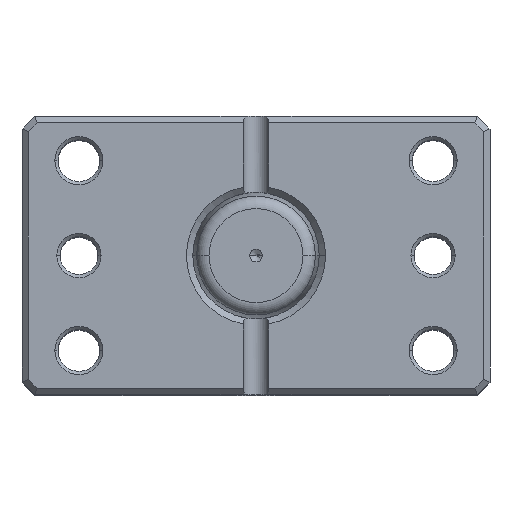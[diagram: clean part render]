
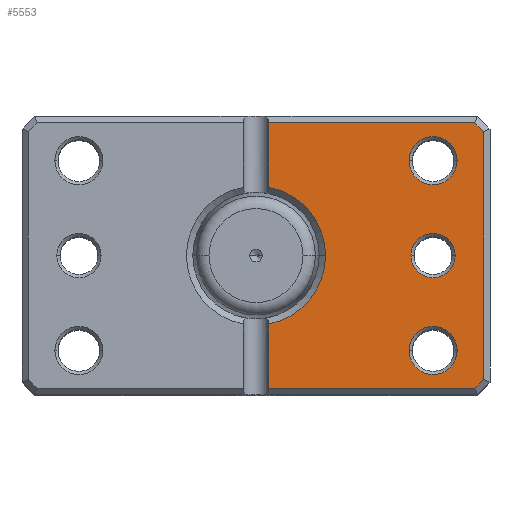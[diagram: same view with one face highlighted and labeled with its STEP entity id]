
A CAD part, top view. The second image highlights one B-rep face of the part: STEP entity #5553.
In plain terms, the highlighted face is planar.
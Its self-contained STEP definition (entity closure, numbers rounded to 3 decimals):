
#20 = VECTOR ( 'NONE', #1288, 1000. ) ;
#39 = ORIENTED_EDGE ( 'NONE', *, *, #5635, .T. ) ;
#51 = ORIENTED_EDGE ( 'NONE', *, *, #4334, .T. ) ;
#56 = CARTESIAN_POINT ( 'NONE',  ( -11., 0., 0. ) ) ;
#57 = VERTEX_POINT ( 'NONE', #6281 ) ;
#144 = ORIENTED_EDGE ( 'NONE', *, *, #4862, .T. ) ;
#183 = AXIS2_PLACEMENT_3D ( 'NONE', #2130, #6002, #2685 ) ;
#257 = LINE ( 'NONE', #2956, #3178 ) ;
#303 = EDGE_CURVE ( 'NONE', #4597, #6623, #3534, .T. ) ;
#336 = LINE ( 'NONE', #1524, #4735 ) ;
#405 = EDGE_CURVE ( 'NONE', #57, #6075, #1554, .T. ) ;
#422 = EDGE_CURVE ( 'NONE', #3778, #3602, #2838, .T. ) ;
#617 = EDGE_CURVE ( 'NONE', #3602, #57, #3282, .T. ) ;
#700 = CARTESIAN_POINT ( 'NONE',  ( -24.2, 15., 0. ) ) ;
#769 = CARTESIAN_POINT ( 'NONE',  ( -2., 10.817, 0. ) ) ;
#978 = CARTESIAN_POINT ( 'NONE',  ( -2., -21., 0. ) ) ;
#1288 = DIRECTION ( 'NONE',  ( 0.707, 0.707, 0. ) ) ;
#1379 = DIRECTION ( 'NONE',  ( 0., 0., 1. ) ) ;
#1383 = VECTOR ( 'NONE', #7107, 1000. ) ;
#1403 = ORIENTED_EDGE ( 'NONE', *, *, #422, .T. ) ;
#1498 = CARTESIAN_POINT ( 'NONE',  ( -31.8, 15., 0. ) ) ;
#1524 = CARTESIAN_POINT ( 'NONE',  ( 0., -21., 0. ) ) ;
#1545 = AXIS2_PLACEMENT_3D ( 'NONE', #3758, #3020, #6508 ) ;
#1554 = LINE ( 'NONE', #4379, #3019 ) ;
#1615 = EDGE_CURVE ( 'NONE', #6540, #3053, #5095, .T. ) ;
#1641 = VERTEX_POINT ( 'NONE', #7066 ) ;
#1648 = EDGE_CURVE ( 'NONE', #6075, #4597, #5453, .T. ) ;
#1673 = FACE_BOUND ( 'NONE', #2282, .T. ) ;
#1721 = CARTESIAN_POINT ( 'NONE',  ( -2., 22., 0. ) ) ;
#1835 = DIRECTION ( 'NONE',  ( -0.707, 0.707, 0. ) ) ;
#1897 = CARTESIAN_POINT ( 'NONE',  ( 0., 0., 0. ) ) ;
#1968 = VECTOR ( 'NONE', #2807, 1000. ) ;
#1979 = CARTESIAN_POINT ( 'NONE',  ( -34.586, -21., 0. ) ) ;
#2080 = CARTESIAN_POINT ( 'NONE',  ( -31.8, -15., 0. ) ) ;
#2084 = CARTESIAN_POINT ( 'NONE',  ( -28., -15., 0. ) ) ;
#2091 = CARTESIAN_POINT ( 'NONE',  ( -28., 15., 0. ) ) ;
#2130 = CARTESIAN_POINT ( 'NONE',  ( -28., 15., 0. ) ) ;
#2282 = EDGE_LOOP ( 'NONE', ( #3259, #144 ) ) ;
#2373 = CARTESIAN_POINT ( 'NONE',  ( -27.793, -27.793, 0. ) ) ;
#2384 = PLANE ( 'NONE',  #4205 ) ;
#2434 = EDGE_CURVE ( 'NONE', #3475, #6799, #257, .T. ) ;
#2449 = CIRCLE ( 'NONE', #4941, 11. ) ;
#2453 = DIRECTION ( 'NONE',  ( 1., 0., 0. ) ) ;
#2643 = DIRECTION ( 'NONE',  ( 1., 0., 0. ) ) ;
#2652 = DIRECTION ( 'NONE',  ( 1., 0., 0. ) ) ;
#2685 = DIRECTION ( 'NONE',  ( 1., 0., 0. ) ) ;
#2737 = AXIS2_PLACEMENT_3D ( 'NONE', #6690, #2809, #6129 ) ;
#2740 = CARTESIAN_POINT ( 'NONE',  ( -24.2, -15., 0. ) ) ;
#2807 = DIRECTION ( 'NONE',  ( 0., -1., 0. ) ) ;
#2809 = DIRECTION ( 'NONE',  ( 0., 0., 1. ) ) ;
#2838 = LINE ( 'NONE', #5471, #1383 ) ;
#2920 = ORIENTED_EDGE ( 'NONE', *, *, #5189, .T. ) ;
#2938 = DIRECTION ( 'NONE',  ( 0., 0., 1. ) ) ;
#2956 = CARTESIAN_POINT ( 'NONE',  ( -2., 22., 0. ) ) ;
#2969 = FACE_OUTER_BOUND ( 'NONE', #5028, .T. ) ;
#2981 = ORIENTED_EDGE ( 'NONE', *, *, #2434, .T. ) ;
#2985 = DIRECTION ( 'NONE',  ( 0., 0., 1. ) ) ;
#3019 = VECTOR ( 'NONE', #7131, 1000. ) ;
#3020 = DIRECTION ( 'NONE',  ( 0., 0., 1. ) ) ;
#3035 = CARTESIAN_POINT ( 'NONE',  ( -27.793, 27.793, 0. ) ) ;
#3040 = VERTEX_POINT ( 'NONE', #1498 ) ;
#3053 = VERTEX_POINT ( 'NONE', #2080 ) ;
#3178 = VECTOR ( 'NONE', #6837, 1000. ) ;
#3219 = ORIENTED_EDGE ( 'NONE', *, *, #1648, .T. ) ;
#3259 = ORIENTED_EDGE ( 'NONE', *, *, #5861, .T. ) ;
#3282 = LINE ( 'NONE', #3035, #20 ) ;
#3372 = CARTESIAN_POINT ( 'NONE',  ( -31.5, 0., 0. ) ) ;
#3392 = CARTESIAN_POINT ( 'NONE',  ( -2., 21., 0. ) ) ;
#3412 = CIRCLE ( 'NONE', #183, 3.8 ) ;
#3475 = VERTEX_POINT ( 'NONE', #6817 ) ;
#3534 = CIRCLE ( 'NONE', #2737, 11. ) ;
#3602 = VERTEX_POINT ( 'NONE', #5885 ) ;
#3755 = ORIENTED_EDGE ( 'NONE', *, *, #405, .T. ) ;
#3758 = CARTESIAN_POINT ( 'NONE',  ( -28., -15., 0. ) ) ;
#3778 = VERTEX_POINT ( 'NONE', #6646 ) ;
#3794 = VECTOR ( 'NONE', #1835, 1000. ) ;
#3974 = EDGE_CURVE ( 'NONE', #6376, #3778, #4476, .T. ) ;
#4205 = AXIS2_PLACEMENT_3D ( 'NONE', #6255, #2938, #6820 ) ;
#4334 = EDGE_CURVE ( 'NONE', #3053, #6540, #6714, .T. ) ;
#4379 = CARTESIAN_POINT ( 'NONE',  ( 0., 21., 0. ) ) ;
#4429 = AXIS2_PLACEMENT_3D ( 'NONE', #2091, #5967, #2652 ) ;
#4476 = LINE ( 'NONE', #2373, #3794 ) ;
#4571 = AXIS2_PLACEMENT_3D ( 'NONE', #6310, #2985, #6865 ) ;
#4597 = VERTEX_POINT ( 'NONE', #769 ) ;
#4686 = CARTESIAN_POINT ( 'NONE',  ( -28., 0., 0. ) ) ;
#4701 = EDGE_LOOP ( 'NONE', ( #5488, #2920 ) ) ;
#4735 = VECTOR ( 'NONE', #5400, 1000. ) ;
#4848 = AXIS2_PLACEMENT_3D ( 'NONE', #4686, #1379, #5244 ) ;
#4862 = EDGE_CURVE ( 'NONE', #6166, #3040, #3412, .T. ) ;
#4941 = AXIS2_PLACEMENT_3D ( 'NONE', #1897, #5778, #2453 ) ;
#5028 = EDGE_LOOP ( 'NONE', ( #3219, #5307, #39, #2981, #5589, #7128, #1403, #6642, #3755 ) ) ;
#5095 = CIRCLE ( 'NONE', #1545, 3.8 ) ;
#5189 = EDGE_CURVE ( 'NONE', #1641, #7028, #5755, .T. ) ;
#5244 = DIRECTION ( 'NONE',  ( 1., 0., 0. ) ) ;
#5307 = ORIENTED_EDGE ( 'NONE', *, *, #303, .T. ) ;
#5400 = DIRECTION ( 'NONE',  ( -1., 0., 0. ) ) ;
#5407 = CIRCLE ( 'NONE', #4571, 3.5 ) ;
#5453 = LINE ( 'NONE', #1721, #1968 ) ;
#5471 = CARTESIAN_POINT ( 'NONE',  ( -36., 0., 0. ) ) ;
#5488 = ORIENTED_EDGE ( 'NONE', *, *, #5602, .T. ) ;
#5553 = ADVANCED_FACE ( 'NONE', ( #6091, #5917, #1673, #2969 ), #2384, .F. ) ;
#5589 = ORIENTED_EDGE ( 'NONE', *, *, #6796, .T. ) ;
#5602 = EDGE_CURVE ( 'NONE', #7028, #1641, #5407, .T. ) ;
#5635 = EDGE_CURVE ( 'NONE', #6623, #3475, #2449, .T. ) ;
#5641 = EDGE_LOOP ( 'NONE', ( #51, #5887 ) ) ;
#5755 = CIRCLE ( 'NONE', #4848, 3.5 ) ;
#5778 = DIRECTION ( 'NONE',  ( 0., 0., 1. ) ) ;
#5861 = EDGE_CURVE ( 'NONE', #3040, #6166, #6777, .T. ) ;
#5885 = CARTESIAN_POINT ( 'NONE',  ( -36., 19.586, 0. ) ) ;
#5887 = ORIENTED_EDGE ( 'NONE', *, *, #1615, .T. ) ;
#5917 = FACE_BOUND ( 'NONE', #5641, .T. ) ;
#5959 = DIRECTION ( 'NONE',  ( 0., 0., 1. ) ) ;
#5967 = DIRECTION ( 'NONE',  ( 0., 0., 1. ) ) ;
#6002 = DIRECTION ( 'NONE',  ( 0., 0., 1. ) ) ;
#6075 = VERTEX_POINT ( 'NONE', #3392 ) ;
#6091 = FACE_BOUND ( 'NONE', #4701, .T. ) ;
#6129 = DIRECTION ( 'NONE',  ( 1., 0., 0. ) ) ;
#6166 = VERTEX_POINT ( 'NONE', #700 ) ;
#6255 = CARTESIAN_POINT ( 'NONE',  ( 0., 0., 0. ) ) ;
#6281 = CARTESIAN_POINT ( 'NONE',  ( -34.586, 21., 0. ) ) ;
#6310 = CARTESIAN_POINT ( 'NONE',  ( -28., 0., 0. ) ) ;
#6376 = VERTEX_POINT ( 'NONE', #1979 ) ;
#6508 = DIRECTION ( 'NONE',  ( 1., 0., 0. ) ) ;
#6540 = VERTEX_POINT ( 'NONE', #2740 ) ;
#6623 = VERTEX_POINT ( 'NONE', #56 ) ;
#6642 = ORIENTED_EDGE ( 'NONE', *, *, #617, .T. ) ;
#6646 = CARTESIAN_POINT ( 'NONE',  ( -36., -19.586, 0. ) ) ;
#6690 = CARTESIAN_POINT ( 'NONE',  ( 0., 0., 0. ) ) ;
#6714 = CIRCLE ( 'NONE', #6881, 3.8 ) ;
#6777 = CIRCLE ( 'NONE', #4429, 3.8 ) ;
#6796 = EDGE_CURVE ( 'NONE', #6799, #6376, #336, .T. ) ;
#6799 = VERTEX_POINT ( 'NONE', #978 ) ;
#6817 = CARTESIAN_POINT ( 'NONE',  ( -2., -10.817, 0. ) ) ;
#6820 = DIRECTION ( 'NONE',  ( 1., 0., 0. ) ) ;
#6837 = DIRECTION ( 'NONE',  ( 0., -1., 0. ) ) ;
#6865 = DIRECTION ( 'NONE',  ( 1., 0., 0. ) ) ;
#6881 = AXIS2_PLACEMENT_3D ( 'NONE', #2084, #5959, #2643 ) ;
#7028 = VERTEX_POINT ( 'NONE', #3372 ) ;
#7066 = CARTESIAN_POINT ( 'NONE',  ( -24.5, 0., 0. ) ) ;
#7107 = DIRECTION ( 'NONE',  ( 0., 1., 0. ) ) ;
#7128 = ORIENTED_EDGE ( 'NONE', *, *, #3974, .T. ) ;
#7131 = DIRECTION ( 'NONE',  ( 1., 0., 0. ) ) ;
